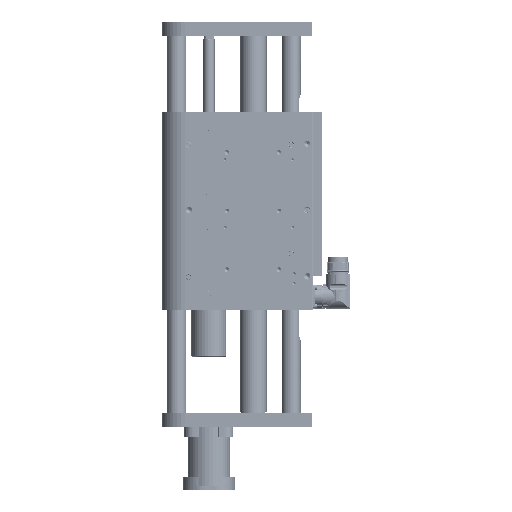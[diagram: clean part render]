
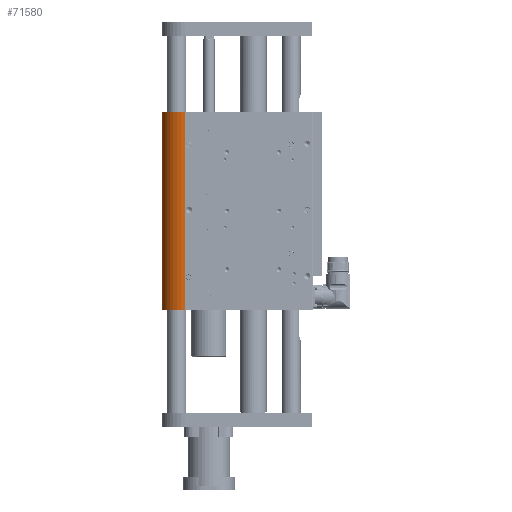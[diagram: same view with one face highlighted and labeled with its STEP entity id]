
A CAD part, left-side view. The second image highlights one B-rep face of the part: STEP entity #71580.
In plain terms, the highlighted cylindrical face has radius 25 mm (diameter 50 mm), a partial arc.
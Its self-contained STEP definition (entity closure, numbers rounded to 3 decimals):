
#2967 = VECTOR ( 'NONE', #162117, 1000. ) ;
#12736 = VECTOR ( 'NONE', #71119, 1000. ) ;
#19186 = CARTESIAN_POINT ( 'NONE',  ( 0., 72., 209. ) ) ;
#23525 = ORIENTED_EDGE ( 'NONE', *, *, #136163, .F. ) ;
#30508 = AXIS2_PLACEMENT_3D ( 'NONE', #19186, #127378, #74228 ) ;
#41070 = CARTESIAN_POINT ( 'NONE',  ( 25., 72., 209. ) ) ;
#46364 = EDGE_LOOP ( 'NONE', ( #143470, #57904, #23525, #134656 ) ) ;
#50493 = DIRECTION ( 'NONE',  ( 0., 0., 1. ) ) ;
#52256 = CARTESIAN_POINT ( 'NONE',  ( 0., 72., 0. ) ) ;
#54935 = LINE ( 'NONE', #134619, #2967 ) ;
#57904 = ORIENTED_EDGE ( 'NONE', *, *, #168750, .F. ) ;
#59942 = CARTESIAN_POINT ( 'NONE',  ( -25., 72., 209. ) ) ;
#64925 = CARTESIAN_POINT ( 'NONE',  ( 25., 72., 209. ) ) ;
#65017 = CIRCLE ( 'NONE', #169645, 25. ) ;
#69147 = CIRCLE ( 'NONE', #125634, 25. ) ;
#71119 = DIRECTION ( 'NONE',  ( 0., 0., -1. ) ) ;
#71580 = ADVANCED_FACE ( 'NONE', ( #153970 ), #140677, .T. ) ;
#73467 = EDGE_CURVE ( 'NONE', #132238, #132196, #65017, .T. ) ;
#74228 = DIRECTION ( 'NONE',  ( -1., 0., 0. ) ) ;
#79359 = DIRECTION ( 'NONE',  ( 0., 0., 1. ) ) ;
#80119 = EDGE_CURVE ( 'NONE', #157302, #132238, #150880, .T. ) ;
#104491 = DIRECTION ( 'NONE',  ( 1., 0., 0. ) ) ;
#107658 = DIRECTION ( 'NONE',  ( 1., 0., 0. ) ) ;
#120926 = CARTESIAN_POINT ( 'NONE',  ( 0., 72., 209. ) ) ;
#124439 = CARTESIAN_POINT ( 'NONE',  ( 25., 72., 0. ) ) ;
#125634 = AXIS2_PLACEMENT_3D ( 'NONE', #120926, #79359, #107658 ) ;
#127378 = DIRECTION ( 'NONE',  ( 0., 0., -1. ) ) ;
#132196 = VERTEX_POINT ( 'NONE', #136855 ) ;
#132238 = VERTEX_POINT ( 'NONE', #124439 ) ;
#134619 = CARTESIAN_POINT ( 'NONE',  ( -25., 72., 209. ) ) ;
#134656 = ORIENTED_EDGE ( 'NONE', *, *, #80119, .T. ) ;
#136163 = EDGE_CURVE ( 'NONE', #157302, #158348, #69147, .T. ) ;
#136855 = CARTESIAN_POINT ( 'NONE',  ( -25., 72., 0. ) ) ;
#140677 = CYLINDRICAL_SURFACE ( 'NONE', #30508, 25. ) ;
#143470 = ORIENTED_EDGE ( 'NONE', *, *, #73467, .T. ) ;
#150880 = LINE ( 'NONE', #41070, #12736 ) ;
#153970 = FACE_OUTER_BOUND ( 'NONE', #46364, .T. ) ;
#157302 = VERTEX_POINT ( 'NONE', #64925 ) ;
#158348 = VERTEX_POINT ( 'NONE', #59942 ) ;
#162117 = DIRECTION ( 'NONE',  ( 0., 0., -1. ) ) ;
#168750 = EDGE_CURVE ( 'NONE', #158348, #132196, #54935, .T. ) ;
#169645 = AXIS2_PLACEMENT_3D ( 'NONE', #52256, #50493, #104491 ) ;
